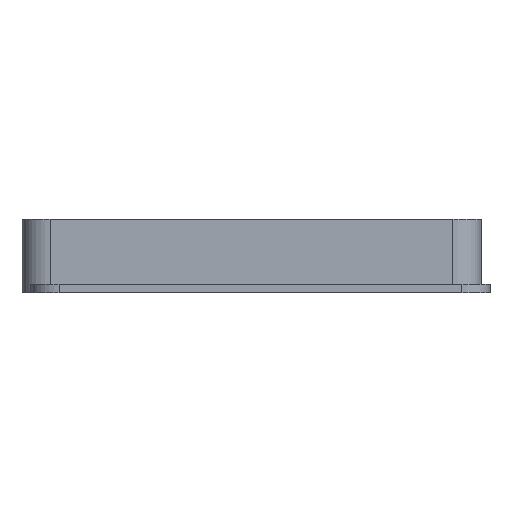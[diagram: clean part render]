
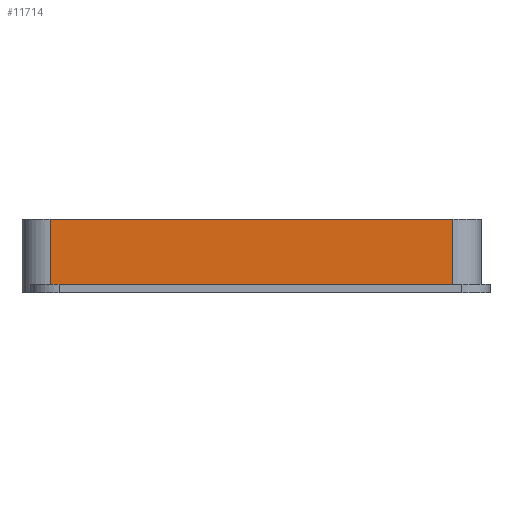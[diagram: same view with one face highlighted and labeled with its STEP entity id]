
A CAD part, left-side view. The second image highlights one B-rep face of the part: STEP entity #11714.
In plain terms, the highlighted planar face has unit normal (-1, 0, 0).
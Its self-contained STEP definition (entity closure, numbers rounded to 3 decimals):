
#1938=FACE_OUTER_BOUND('',#2593,.T.);
#2593=EDGE_LOOP('',(#10422,#10423,#10424,#10425));
#3437=LINE('',#23381,#4326);
#3441=LINE('',#23412,#4330);
#3443=LINE('',#23416,#4332);
#3444=LINE('',#23417,#4333);
#4326=VECTOR('',#13150,10.);
#4330=VECTOR('',#13186,10.);
#4332=VECTOR('',#13190,10.);
#4333=VECTOR('',#13191,10.);
#5501=VERTEX_POINT('',#23377);
#5503=VERTEX_POINT('',#23380);
#5514=VERTEX_POINT('',#23410);
#5515=VERTEX_POINT('',#23415);
#7176=EDGE_CURVE('',#5501,#5503,#3437,.T.);
#7188=EDGE_CURVE('',#5514,#5501,#3441,.T.);
#7190=EDGE_CURVE('',#5515,#5514,#3443,.T.);
#7191=EDGE_CURVE('',#5503,#5515,#3444,.T.);
#10422=ORIENTED_EDGE('',*,*,#7188,.F.);
#10423=ORIENTED_EDGE('',*,*,#7190,.F.);
#10424=ORIENTED_EDGE('',*,*,#7191,.F.);
#10425=ORIENTED_EDGE('',*,*,#7176,.F.);
#11141=PLANE('',#11986);
#11714=ADVANCED_FACE('',(#1938),#11141,.T.);
#11986=AXIS2_PLACEMENT_3D('',#23414,#13188,#13189);
#13150=DIRECTION('',(0.,1.,0.));
#13186=DIRECTION('',(0.,0.,-1.));
#13188=DIRECTION('center_axis',(-1.,0.,0.));
#13189=DIRECTION('ref_axis',(0.,-1.,0.));
#13190=DIRECTION('',(0.,-1.,0.));
#13191=DIRECTION('',(0.,0.,1.));
#23377=CARTESIAN_POINT('',(-9.,-4.001,0.));
#23380=CARTESIAN_POINT('',(-9.,67.483,0.));
#23381=CARTESIAN_POINT('',(-9.,-9.001,0.));
#23410=CARTESIAN_POINT('',(-9.,-4.001,13.));
#23412=CARTESIAN_POINT('',(-9.,-4.001,0.));
#23414=CARTESIAN_POINT('Origin',(-9.,72.483,0.));
#23415=CARTESIAN_POINT('',(-9.,67.483,13.));
#23416=CARTESIAN_POINT('',(-9.,-9.001,13.));
#23417=CARTESIAN_POINT('',(-9.,67.483,0.));
